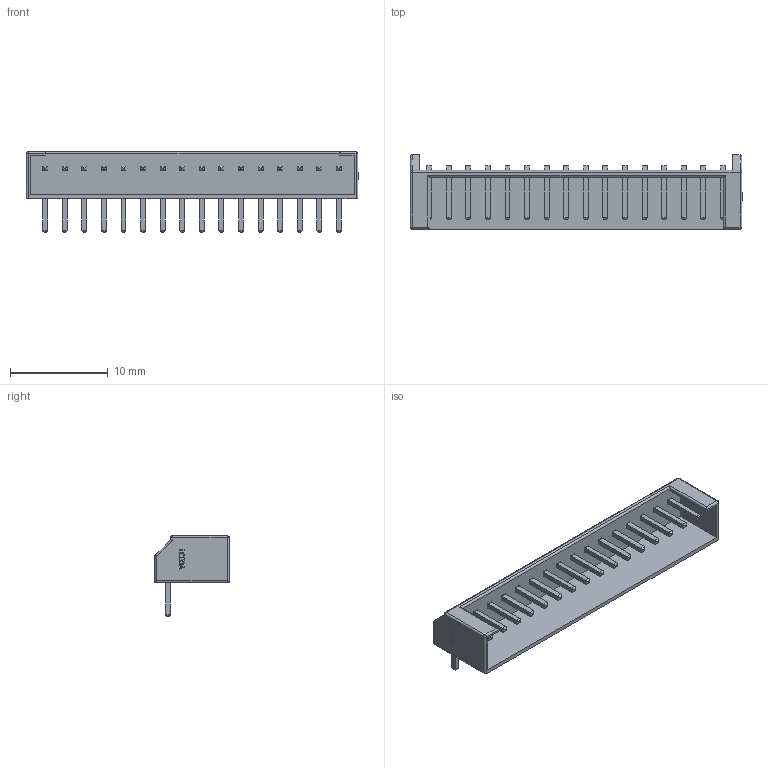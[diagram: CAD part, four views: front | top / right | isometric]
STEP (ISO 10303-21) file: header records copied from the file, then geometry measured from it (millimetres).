
FILE_DESCRIPTION (( 'STEP AP214' ), '1' );
FILE_NAME ('CONN-TH_16P-P2.00_S16B-PH-K-S-LF-SN.step', '2022-08-03T15:05:49', ( '' ), ( '' ), 'SwSTEP 2.0', 'SolidWorks 2020', '' );
FILE_SCHEMA (( 'AUTOMOTIVE_DESIGN' ));
Length unit declared in the file: millimetre
Products named in the file (1): CONN-TH_16P-P2.00_S16B-PH-K-S-LF-SN
Bounding box: 33.91 x 7.6 x 8.2 mm (x, y, z)
Volume: 242.5 mm3; surface area: 1292.1 mm2
Topology: 14 solids, 14 shells, 812 faces, 1959 edges, 1210 vertices
Faces by surface type: plane 486, cylinder 210, bspline 112, sphere 4
Entity records: 28700 total; most frequent: CARTESIAN_POINT 6502, ORIENTED_EDGE 3910, DIRECTION 3129, EDGE_CURVE 1955, VECTOR 1447, LINE 1447, VERTEX_POINT 1210, EDGE_LOOP 863
